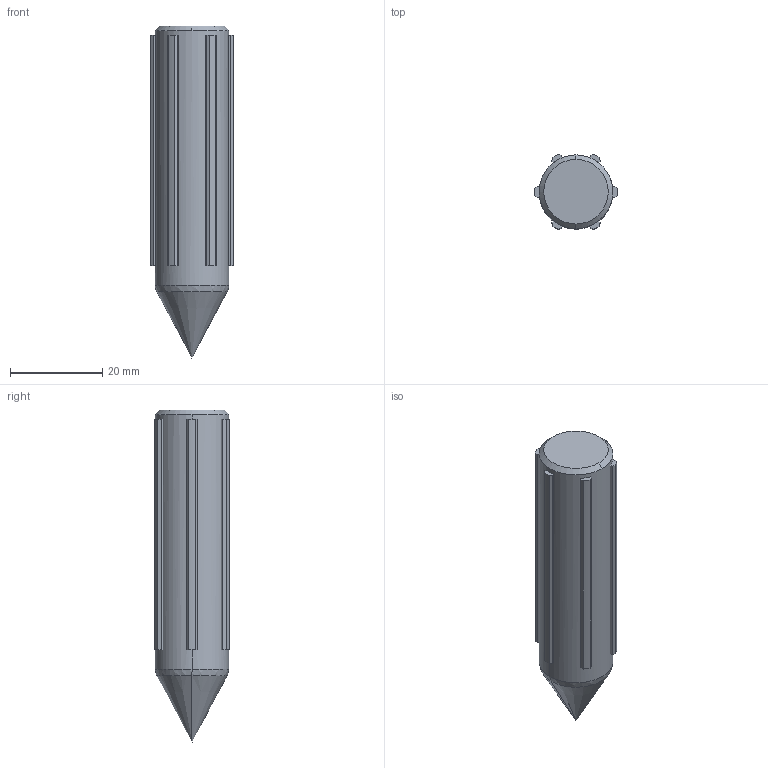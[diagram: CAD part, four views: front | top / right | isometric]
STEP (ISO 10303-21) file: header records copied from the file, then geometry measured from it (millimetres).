
FILE_DESCRIPTION (( 'STEP AP214' ), '1' );
FILE_NAME ('camFollowerHc.step', '2016-08-29T16:08:04', ( '' ), ( '' ), 'SwSTEP 2.0', 'SolidWorks 2015', '' );
FILE_SCHEMA (( 'AUTOMOTIVE_DESIGN' ));
Length unit declared in the file: inch
Products named in the file (2): Fusion007; camFollowerHc
Assembly tree (1 placements, depth 2):
  camFollowerHc
    Fusion007
Bounding box: 18 x 16.29 x 72 mm (x, y, z)
Volume: 13075.9 mm3; surface area: 3988.5 mm2
Topology: 1 solids, 1 shells, 52 faces, 137 edges, 89 vertices
Faces by surface type: plane 37, cylinder 9, cone 4, bspline 2
Entity records: 2473 total; most frequent: CARTESIAN_POINT 434, DIRECTION 273, ORIENTED_EDGE 270, EDGE_CURVE 135, LINE 93, VECTOR 93, AXIS2_PLACEMENT_3D 90, VERTEX_POINT 89
